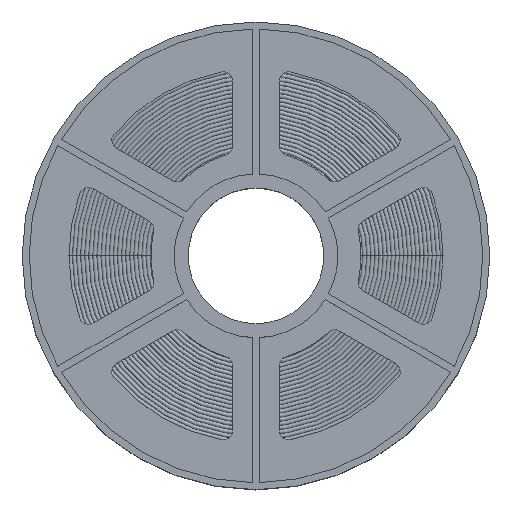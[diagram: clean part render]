
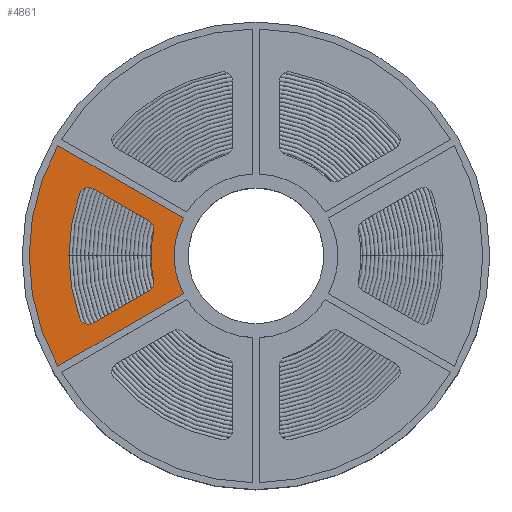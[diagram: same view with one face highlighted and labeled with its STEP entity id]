
A CAD part, top view. The second image highlights one B-rep face of the part: STEP entity #4861.
In plain terms, the highlighted planar face has unit normal (0, 0, 1).
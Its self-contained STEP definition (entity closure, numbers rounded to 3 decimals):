
#271 = CARTESIAN_POINT ( 'NONE',  ( -42.747, 22.948, 35. ) ) ;
#454 = CARTESIAN_POINT ( 'NONE',  ( -71.692, 25.225, 35. ) ) ;
#507 = DIRECTION ( 'NONE',  ( 0., 0., 1. ) ) ;
#643 = CARTESIAN_POINT ( 'NONE',  ( 0., 0., 35. ) ) ;
#741 = EDGE_LOOP ( 'NONE', ( #10347, #9825, #8110, #6983, #12164, #11063, #2707, #11334 ) ) ;
#834 = DIRECTION ( 'NONE',  ( 0.866, -0.5, 0. ) ) ;
#878 = EDGE_CURVE ( 'NONE', #12564, #2776, #8551, .T. ) ;
#890 = DIRECTION ( 'NONE',  ( 1., 0., 0. ) ) ;
#919 = DIRECTION ( 'NONE',  ( 0.874, -0.487, 0. ) ) ;
#1160 = DIRECTION ( 'NONE',  ( -0.973, 0.232, 0. ) ) ;
#1587 = DIRECTION ( 'NONE',  ( -0.973, 0.232, 0. ) ) ;
#1684 = CIRCLE ( 'NONE', #10247, 35. ) ;
#1705 = DIRECTION ( 'NONE',  ( 0., 0., -1. ) ) ;
#1707 = CARTESIAN_POINT ( 'NONE',  ( 0., 0., 35. ) ) ;
#1832 = CARTESIAN_POINT ( 'NONE',  ( -43.775, -10.427, 35. ) ) ;
#1897 = DIRECTION ( 'NONE',  ( 0.943, -0.332, 0. ) ) ;
#1935 = EDGE_CURVE ( 'NONE', #9534, #7711, #4220, .T. ) ;
#2160 = AXIS2_PLACEMENT_3D ( 'NONE', #454, #5741, #8801 ) ;
#2276 = ORIENTED_EDGE ( 'NONE', *, *, #2631, .T. ) ;
#2367 = CARTESIAN_POINT ( 'NONE',  ( -75.465, -26.553, 35. ) ) ;
#2439 = VERTEX_POINT ( 'NONE', #10526 ) ;
#2453 = CARTESIAN_POINT ( 'NONE',  ( -84.744, -47.195, 35. ) ) ;
#2631 = EDGE_CURVE ( 'NONE', #2776, #9962, #3394, .T. ) ;
#2690 = VERTEX_POINT ( 'NONE', #2923 ) ;
#2707 = ORIENTED_EDGE ( 'NONE', *, *, #7697, .T. ) ;
#2776 = VERTEX_POINT ( 'NONE', #12877 ) ;
#2882 = DIRECTION ( 'NONE',  ( 0., 0., -1. ) ) ;
#2891 = AXIS2_PLACEMENT_3D ( 'NONE', #3910, #2882, #1897 ) ;
#2923 = CARTESIAN_POINT ( 'NONE',  ( -69.692, -28.689, 35. ) ) ;
#3102 = CIRCLE ( 'NONE', #2891, 80. ) ;
#3394 = CIRCLE ( 'NONE', #13203, 97. ) ;
#3465 = CARTESIAN_POINT ( 'NONE',  ( -31.033, -16.185, 35. ) ) ;
#3633 = EDGE_CURVE ( 'NONE', #7711, #11831, #4044, .T. ) ;
#3748 = CARTESIAN_POINT ( 'NONE',  ( -45.666, 14.818, 35. ) ) ;
#3910 = CARTESIAN_POINT ( 'NONE',  ( 0., 0., 35. ) ) ;
#3944 = DIRECTION ( 'NONE',  ( 0., 0., 1. ) ) ;
#4044 = CIRCLE ( 'NONE', #11681, 45. ) ;
#4186 = LINE ( 'NONE', #12381, #8711 ) ;
#4220 = CIRCLE ( 'NONE', #11857, 4. ) ;
#4861 = ADVANCED_FACE ( 'NONE', ( #4884, #9039 ), #12185, .T. ) ;
#4884 = FACE_BOUND ( 'NONE', #741, .T. ) ;
#5147 = DIRECTION ( 'NONE',  ( 0., 0., -1. ) ) ;
#5741 = DIRECTION ( 'NONE',  ( 0., 0., -1. ) ) ;
#5794 = ORIENTED_EDGE ( 'NONE', *, *, #6328, .T. ) ;
#5810 = CARTESIAN_POINT ( 'NONE',  ( -75.465, 26.553, 35. ) ) ;
#5906 = DIRECTION ( 'NONE',  ( 0., 0., 1. ) ) ;
#6126 = CARTESIAN_POINT ( 'NONE',  ( 0., 0., 35. ) ) ;
#6303 = AXIS2_PLACEMENT_3D ( 'NONE', #11842, #6640, #10814 ) ;
#6328 = EDGE_CURVE ( 'NONE', #11571, #12564, #1684, .T. ) ;
#6640 = DIRECTION ( 'NONE',  ( 0., 0., -1. ) ) ;
#6983 = ORIENTED_EDGE ( 'NONE', *, *, #9892, .T. ) ;
#7083 = CARTESIAN_POINT ( 'NONE',  ( -43.775, 10.427, 35. ) ) ;
#7093 = EDGE_CURVE ( 'NONE', #9962, #11571, #4186, .T. ) ;
#7559 = DIRECTION ( 'NONE',  ( -0.866, -0.5, 0. ) ) ;
#7650 = EDGE_LOOP ( 'NONE', ( #2276, #7851, #5794, #12548 ) ) ;
#7697 = EDGE_CURVE ( 'NONE', #11348, #9534, #10075, .T. ) ;
#7711 = VERTEX_POINT ( 'NONE', #7083 ) ;
#7851 = ORIENTED_EDGE ( 'NONE', *, *, #7093, .T. ) ;
#8110 = ORIENTED_EDGE ( 'NONE', *, *, #12248, .T. ) ;
#8505 = CARTESIAN_POINT ( 'NONE',  ( -31.033, 16.185, 35. ) ) ;
#8551 = LINE ( 'NONE', #271, #12883 ) ;
#8711 = VECTOR ( 'NONE', #12452, 1000. ) ;
#8801 = DIRECTION ( 'NONE',  ( -0.5, -0.866, 0. ) ) ;
#8898 = DIRECTION ( 'NONE',  ( 0.943, 0.332, 0. ) ) ;
#8999 = VECTOR ( 'NONE', #7559, 1000. ) ;
#9039 = FACE_OUTER_BOUND ( 'NONE', #7650, .T. ) ;
#9329 = DIRECTION ( 'NONE',  ( 0., 0., -1. ) ) ;
#9530 = LINE ( 'NONE', #10571, #8999 ) ;
#9532 = AXIS2_PLACEMENT_3D ( 'NONE', #1707, #5906, #890 ) ;
#9534 = VERTEX_POINT ( 'NONE', #3748 ) ;
#9774 = AXIS2_PLACEMENT_3D ( 'NONE', #12051, #1705, #8898 ) ;
#9781 = CIRCLE ( 'NONE', #6303, 4. ) ;
#9825 = ORIENTED_EDGE ( 'NONE', *, *, #9974, .T. ) ;
#9892 = EDGE_CURVE ( 'NONE', #2690, #11355, #12616, .T. ) ;
#9962 = VERTEX_POINT ( 'NONE', #2453 ) ;
#9974 = EDGE_CURVE ( 'NONE', #11831, #2439, #9781, .T. ) ;
#10075 = LINE ( 'NONE', #13296, #13346 ) ;
#10247 = AXIS2_PLACEMENT_3D ( 'NONE', #6126, #9329, #11252 ) ;
#10347 = ORIENTED_EDGE ( 'NONE', *, *, #3633, .T. ) ;
#10357 = EDGE_CURVE ( 'NONE', #13018, #11348, #12631, .T. ) ;
#10509 = CARTESIAN_POINT ( 'NONE',  ( 0., 0., 35. ) ) ;
#10526 = CARTESIAN_POINT ( 'NONE',  ( -45.666, -14.818, 35. ) ) ;
#10548 = CARTESIAN_POINT ( 'NONE',  ( -47.666, 11.354, 35. ) ) ;
#10571 = CARTESIAN_POINT ( 'NONE',  ( -45.666, -14.818, 35. ) ) ;
#10733 = CARTESIAN_POINT ( 'NONE',  ( -69.692, 28.689, 35. ) ) ;
#10814 = DIRECTION ( 'NONE',  ( -0.5, 0.866, 0. ) ) ;
#11063 = ORIENTED_EDGE ( 'NONE', *, *, #10357, .T. ) ;
#11252 = DIRECTION ( 'NONE',  ( -0.887, 0.462, 0. ) ) ;
#11334 = ORIENTED_EDGE ( 'NONE', *, *, #1935, .T. ) ;
#11348 = VERTEX_POINT ( 'NONE', #10733 ) ;
#11355 = VERTEX_POINT ( 'NONE', #2367 ) ;
#11571 = VERTEX_POINT ( 'NONE', #3465 ) ;
#11681 = AXIS2_PLACEMENT_3D ( 'NONE', #643, #507, #1587 ) ;
#11831 = VERTEX_POINT ( 'NONE', #1832 ) ;
#11842 = CARTESIAN_POINT ( 'NONE',  ( -47.666, -11.354, 35. ) ) ;
#11857 = AXIS2_PLACEMENT_3D ( 'NONE', #10548, #5147, #1160 ) ;
#12051 = CARTESIAN_POINT ( 'NONE',  ( -71.692, -25.225, 35. ) ) ;
#12164 = ORIENTED_EDGE ( 'NONE', *, *, #12701, .T. ) ;
#12185 = PLANE ( 'NONE',  #9532 ) ;
#12248 = EDGE_CURVE ( 'NONE', #2439, #2690, #9530, .T. ) ;
#12381 = CARTESIAN_POINT ( 'NONE',  ( -15.892, -7.443, 35. ) ) ;
#12452 = DIRECTION ( 'NONE',  ( 0.866, 0.5, 0. ) ) ;
#12548 = ORIENTED_EDGE ( 'NONE', *, *, #878, .T. ) ;
#12564 = VERTEX_POINT ( 'NONE', #8505 ) ;
#12616 = CIRCLE ( 'NONE', #9774, 4. ) ;
#12631 = CIRCLE ( 'NONE', #2160, 4. ) ;
#12647 = DIRECTION ( 'NONE',  ( -0.866, 0.5, 0. ) ) ;
#12701 = EDGE_CURVE ( 'NONE', #11355, #13018, #3102, .T. ) ;
#12877 = CARTESIAN_POINT ( 'NONE',  ( -84.744, 47.195, 35. ) ) ;
#12883 = VECTOR ( 'NONE', #12647, 1000. ) ;
#13018 = VERTEX_POINT ( 'NONE', #5810 ) ;
#13203 = AXIS2_PLACEMENT_3D ( 'NONE', #10509, #3944, #919 ) ;
#13296 = CARTESIAN_POINT ( 'NONE',  ( -69.692, 28.689, 35. ) ) ;
#13346 = VECTOR ( 'NONE', #834, 1000. ) ;
